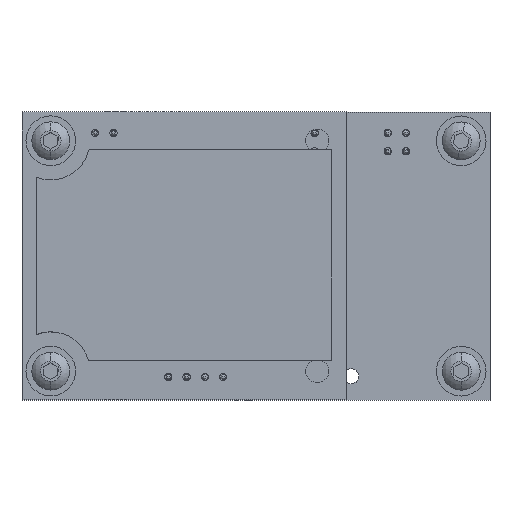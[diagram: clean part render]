
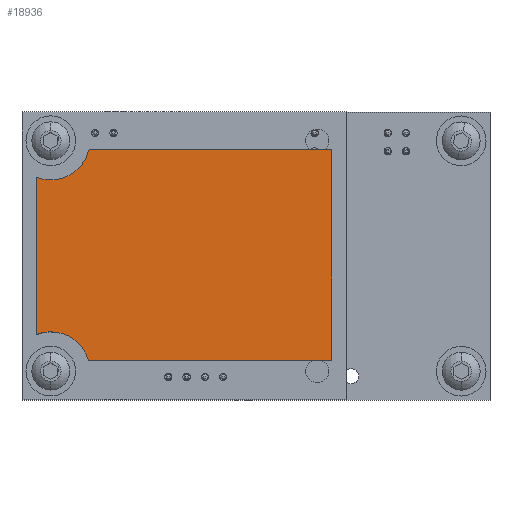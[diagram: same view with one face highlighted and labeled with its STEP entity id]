
A CAD part, top view. The second image highlights one B-rep face of the part: STEP entity #18936.
In plain terms, the highlighted planar face has unit normal (0, 0, 1).
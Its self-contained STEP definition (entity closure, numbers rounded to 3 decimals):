
#2457=PLANE('',#20164);
#4559=VECTOR('',#23913,1.);
#4564=VECTOR('',#23925,1.);
#4568=VECTOR('',#23936,1.);
#4571=VECTOR('',#23940,1.);
#6673=LINE('',#29198,#4559);
#6678=LINE('',#29213,#4564);
#6682=LINE('',#29225,#4568);
#6685=LINE('',#29231,#4571);
#8188=VERTEX_POINT('',#29199);
#8189=VERTEX_POINT('',#29200);
#8192=VERTEX_POINT('',#29208);
#8194=VERTEX_POINT('',#29214);
#8196=VERTEX_POINT('',#29220);
#8198=VERTEX_POINT('',#29226);
#8438=CIRCLE('',#20156,0.545);
#8440=CIRCLE('',#20160,0.545);
#10818=EDGE_CURVE('',#8188,#8189,#6673,.T.);
#10822=EDGE_CURVE('',#8189,#8192,#8438,.T.);
#10825=EDGE_CURVE('',#8192,#8194,#6678,.T.);
#10828=EDGE_CURVE('',#8194,#8196,#8440,.T.);
#10831=EDGE_CURVE('',#8196,#8198,#6682,.T.);
#10834=EDGE_CURVE('',#8198,#8188,#6685,.T.);
#15612=ORIENTED_EDGE('',*,*,#10818,.F.);
#15613=ORIENTED_EDGE('',*,*,#10834,.F.);
#15614=ORIENTED_EDGE('',*,*,#10831,.F.);
#15615=ORIENTED_EDGE('',*,*,#10828,.F.);
#15616=ORIENTED_EDGE('',*,*,#10825,.F.);
#15617=ORIENTED_EDGE('',*,*,#10822,.F.);
#16801=EDGE_LOOP('',(#15612,#15613,#15614,#15615,#15616,#15617));
#17980=FACE_BOUND('',#16801,.T.);
#18936=ADVANCED_FACE('',(#17980),#2457,.T.);
#20156=AXIS2_PLACEMENT_3D('',#29207,#23919,#23920);
#20160=AXIS2_PLACEMENT_3D('',#29219,#23930,#23931);
#20164=AXIS2_PLACEMENT_3D('',#29233,#23942,$);
#23913=DIRECTION('',(-1.,0.,0.));
#23919=DIRECTION('',(0.,0.,1.));
#23920=DIRECTION('',(0.545,0.,0.));
#23925=DIRECTION('',(0.,1.,0.));
#23930=DIRECTION('',(0.,0.,1.));
#23931=DIRECTION('',(0.545,0.,0.));
#23936=DIRECTION('',(1.,0.,0.));
#23940=DIRECTION('',(0.,-1.,0.));
#23942=DIRECTION('',(0.,0.,1.));
#29198=CARTESIAN_POINT('',(4.3,0.55,1.621));
#29199=CARTESIAN_POINT('',(4.3,0.55,1.621));
#29200=CARTESIAN_POINT('',(0.924,0.55,1.621));
#29207=CARTESIAN_POINT('',(0.4,0.4,1.621));
#29208=CARTESIAN_POINT('',(0.2,0.907,1.621));
#29213=CARTESIAN_POINT('',(0.2,0.907,1.621));
#29214=CARTESIAN_POINT('',(0.2,3.093,1.621));
#29219=CARTESIAN_POINT('',(0.4,3.6,1.621));
#29220=CARTESIAN_POINT('',(0.931,3.476,1.621));
#29225=CARTESIAN_POINT('',(0.931,3.476,1.621));
#29226=CARTESIAN_POINT('',(4.3,3.476,1.621));
#29231=CARTESIAN_POINT('',(4.3,3.476,1.621));
#29233=CARTESIAN_POINT('',(2.319,2.011,1.621));
